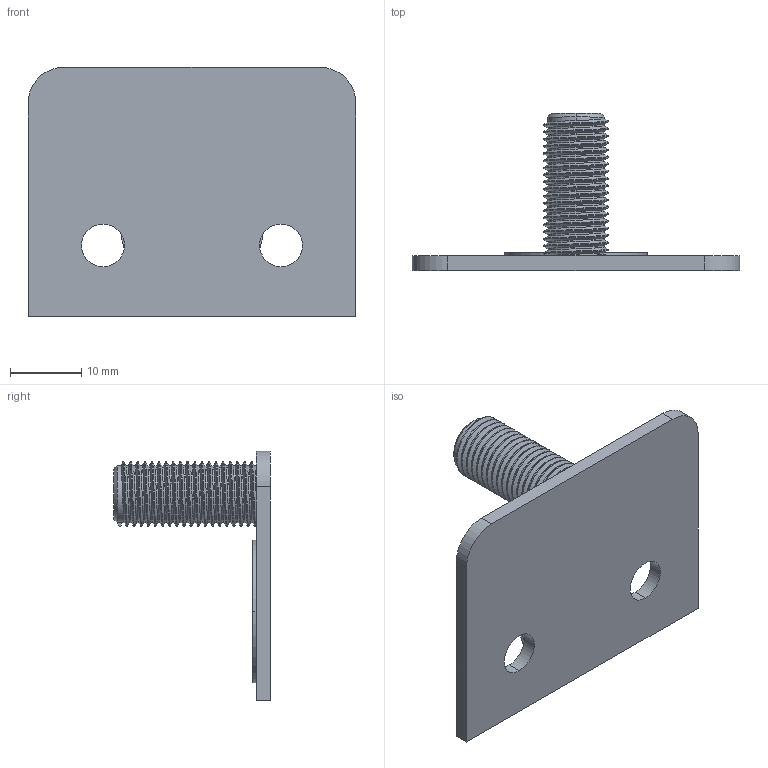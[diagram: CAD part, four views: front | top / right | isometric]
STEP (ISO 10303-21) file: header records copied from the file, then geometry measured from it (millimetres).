
FILE_DESCRIPTION (( 'STEP AP214' ), '1' );
FILE_NAME ('992.052.STEP', '2025-01-14T11:11:18', ( '' ), ( '' ), 'SwSTEP 2.0', 'SolidWorks 2021', '' );
FILE_SCHEMA (( 'AUTOMOTIVE_DESIGN' ));
Length unit declared in the file: millimetre
Products named in the file (4): 992.052; Øïèëüêà ïðèâàðíàÿ Ì8õ20; 992.052 Îïîðà; Çíàê çàçåìëåíèÿ ô20ìì
Assembly tree (3 placements, depth 2):
  992.052
    992.052 Îïîðà
    Øïèëüêà ïðèâàðíàÿ Ì8õ20
    Çíàê çàçåìëåíèÿ ô20ìì
Bounding box: 46 x 22 x 35 mm (x, y, z)
Volume: 4357.8 mm3; surface area: 5120.5 mm2
Topology: 3 solids, 3 shells, 91 faces, 231 edges, 151 vertices
Faces by surface type: cylinder 52, plane 33, bspline 4, cone 2
Entity records: 6899 total; most frequent: CARTESIAN_POINT 4236, ORIENTED_EDGE 462, DIRECTION 364, EDGE_CURVE 231, VERTEX_POINT 151, AXIS2_PLACEMENT_3D 123, LINE 118, VECTOR 118
